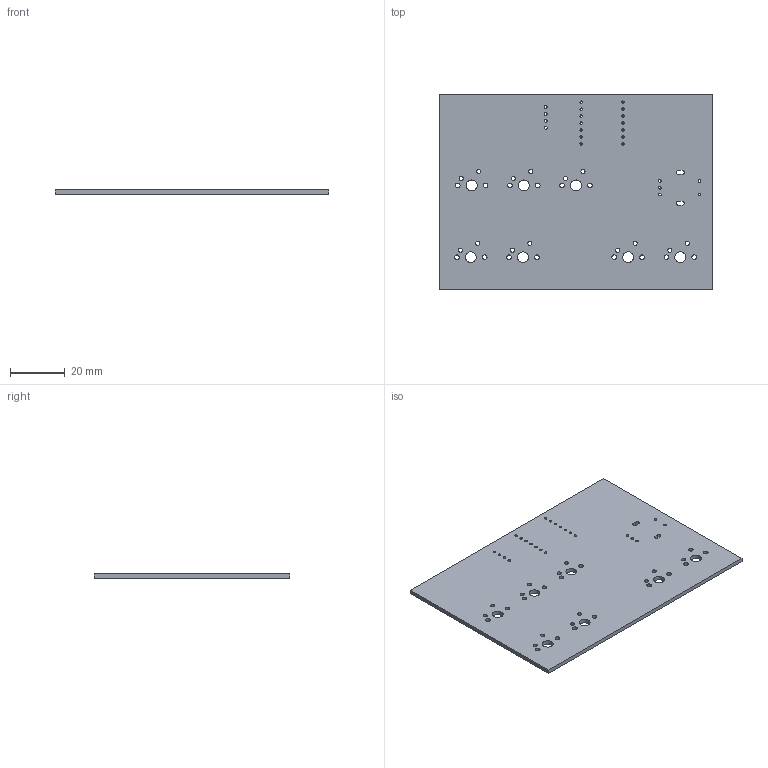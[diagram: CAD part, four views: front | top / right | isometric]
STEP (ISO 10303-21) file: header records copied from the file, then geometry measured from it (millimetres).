
FILE_DESCRIPTION(('FreeCAD Model'),'2;1');
FILE_NAME('Open CASCADE Shape Model','2026-01-28T11:18:47',('Author'),( ''),'Open CASCADE STEP processor 7.8','FreeCAD','Unknown');
FILE_SCHEMA(('AUTOMOTIVE_DESIGN { 1 0 10303 214 1 1 1 1 }'));
Length unit declared in the file: millimetre
Products named in the file (1): hackpad_PCB
Bounding box: 100.01 x 71.44 x 1.51 mm (x, y, z)
Volume: 10535.2 mm3; surface area: 14940.9 mm2
Topology: 1 solids, 1 shells, 72 faces, 210 edges, 140 vertices
Faces by surface type: cylinder 62, plane 10
Full cylindrical faces by diameter (mm): 0.889 x14, 1 x9, 1.5 x14, 1.7 x14, 4 x7
Entity records: 2720 total; most frequent: DIRECTION 480, CARTESIAN_POINT 423, ORIENTED_EDGE 420, EDGE_CURVE 210, AXIS2_PLACEMENT_3D 197, FACE_BOUND 192, EDGE_LOOP 192, VERTEX_POINT 140
